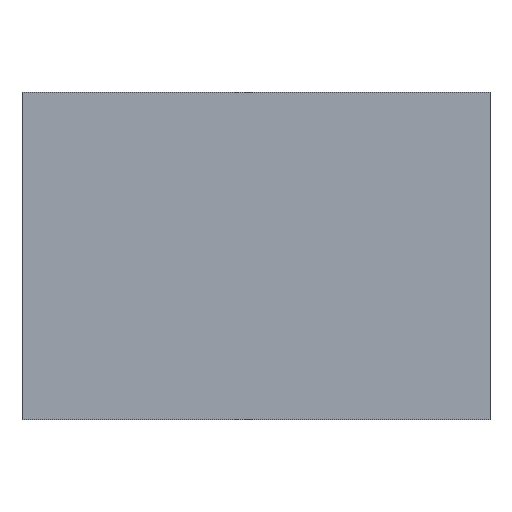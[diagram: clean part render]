
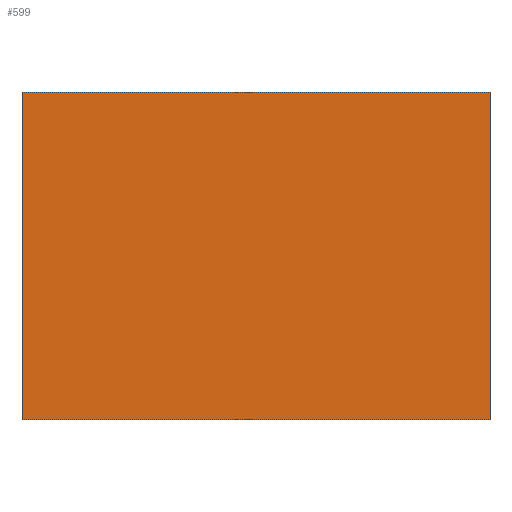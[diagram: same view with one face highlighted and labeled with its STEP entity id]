
A CAD part, left-side view. The second image highlights one B-rep face of the part: STEP entity #599.
In plain terms, the highlighted planar face has unit normal (-1, 0, 0).
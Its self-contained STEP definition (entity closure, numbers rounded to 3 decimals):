
#38=PLANE('',#684);
#76=FACE_OUTER_BOUND('',#115,.T.);
#115=EDGE_LOOP('',(#535,#536,#537,#538));
#135=LINE('',#963,#187);
#167=LINE('',#1044,#219);
#168=LINE('',#1047,#220);
#169=LINE('',#1048,#221);
#187=VECTOR('',#777,10.);
#219=VECTOR('',#873,10.);
#220=VECTOR('',#876,10.);
#221=VECTOR('',#877,10.);
#277=VERTEX_POINT('',#960);
#278=VERTEX_POINT('',#962);
#295=VERTEX_POINT('',#1042);
#296=VERTEX_POINT('',#1046);
#335=EDGE_CURVE('',#277,#278,#135,.T.);
#377=EDGE_CURVE('',#295,#277,#167,.T.);
#378=EDGE_CURVE('',#296,#295,#168,.T.);
#379=EDGE_CURVE('',#296,#278,#169,.T.);
#535=ORIENTED_EDGE('',*,*,#377,.F.);
#536=ORIENTED_EDGE('',*,*,#378,.F.);
#537=ORIENTED_EDGE('',*,*,#379,.T.);
#538=ORIENTED_EDGE('',*,*,#335,.F.);
#599=ADVANCED_FACE('',(#76),#38,.T.);
#684=AXIS2_PLACEMENT_3D('',#1045,#874,#875);
#777=DIRECTION('',(0.,-1.,0.));
#873=DIRECTION('',(0.,0.,1.));
#874=DIRECTION('center_axis',(-1.,0.,0.));
#875=DIRECTION('ref_axis',(0.,1.,0.));
#876=DIRECTION('',(0.,1.,0.));
#877=DIRECTION('',(0.,0.,1.));
#960=CARTESIAN_POINT('',(-10.,28.,35.));
#962=CARTESIAN_POINT('',(-10.,-28.,35.));
#963=CARTESIAN_POINT('',(-10.,28.,35.));
#1042=CARTESIAN_POINT('',(-10.,28.,-4.2));
#1044=CARTESIAN_POINT('',(-10.,28.,0.));
#1045=CARTESIAN_POINT('Origin',(-10.,-28.,0.));
#1046=CARTESIAN_POINT('',(-10.,-28.,-4.2));
#1047=CARTESIAN_POINT('',(-10.,28.,-4.2));
#1048=CARTESIAN_POINT('',(-10.,-28.,0.));
